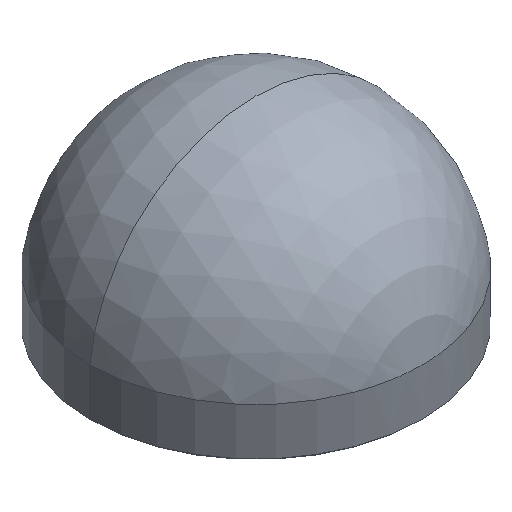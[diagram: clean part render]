
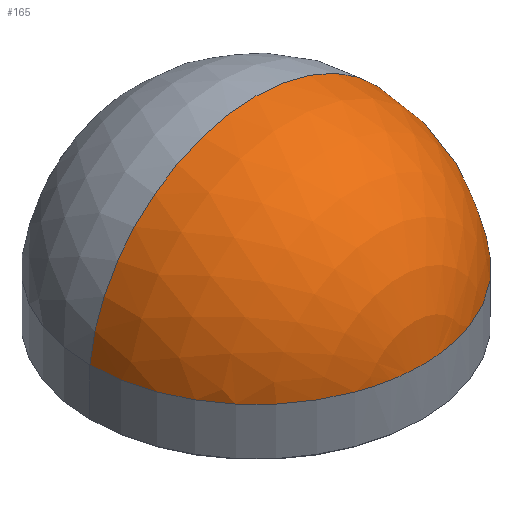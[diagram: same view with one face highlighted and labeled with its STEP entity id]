
A CAD part, isometric view. The second image highlights one B-rep face of the part: STEP entity #165.
In plain terms, the highlighted spherical face has radius 25.133 mm.
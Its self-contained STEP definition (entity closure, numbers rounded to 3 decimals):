
#35 = DIRECTION ( 'NONE',  ( 1., 0., 0. ) ) ;
#36 = CARTESIAN_POINT ( 'NONE',  ( 25., 0., 7.3 ) ) ;
#39 = VERTEX_POINT ( 'NONE', #111 ) ;
#43 = AXIS2_PLACEMENT_3D ( 'NONE', #72, #156, #144 ) ;
#50 = DIRECTION ( 'NONE',  ( -1., 0., 0. ) ) ;
#52 = DIRECTION ( 'NONE',  ( 0., 0., 1. ) ) ;
#72 = CARTESIAN_POINT ( 'NONE',  ( 0., 0., 7.3 ) ) ;
#76 = CIRCLE ( 'NONE', #136, 25.133 ) ;
#79 = CARTESIAN_POINT ( 'NONE',  ( 0., 0., 4.717 ) ) ;
#80 = AXIS2_PLACEMENT_3D ( 'NONE', #79, #152, #35 ) ;
#84 = CARTESIAN_POINT ( 'NONE',  ( 0., 0., 4.717 ) ) ;
#87 = VERTEX_POINT ( 'NONE', #115 ) ;
#98 = CIRCLE ( 'NONE', #80, 25.133 ) ;
#111 = CARTESIAN_POINT ( 'NONE',  ( 0., 0., 29.85 ) ) ;
#115 = CARTESIAN_POINT ( 'NONE',  ( -25., 0., 7.3 ) ) ;
#124 = ORIENTED_EDGE ( 'NONE', *, *, #208, .T. ) ;
#135 = SPHERICAL_SURFACE ( 'NONE', #168, 25.133 ) ;
#136 = AXIS2_PLACEMENT_3D ( 'NONE', #137, #206, #52 ) ;
#137 = CARTESIAN_POINT ( 'NONE',  ( 0., 0., 4.717 ) ) ;
#139 = EDGE_CURVE ( 'NONE', #149, #39, #98, .T. ) ;
#144 = DIRECTION ( 'NONE',  ( 1., 0., 0. ) ) ;
#149 = VERTEX_POINT ( 'NONE', #36 ) ;
#152 = DIRECTION ( 'NONE',  ( 0., -1., 0. ) ) ;
#154 = FACE_OUTER_BOUND ( 'NONE', #211, .T. ) ;
#156 = DIRECTION ( 'NONE',  ( 0., 0., 1. ) ) ;
#158 = ORIENTED_EDGE ( 'NONE', *, *, #202, .F. ) ;
#163 = ORIENTED_EDGE ( 'NONE', *, *, #139, .T. ) ;
#165 = ADVANCED_FACE ( 'NONE', ( #154 ), #135, .T. ) ;
#168 = AXIS2_PLACEMENT_3D ( 'NONE', #84, #203, #50 ) ;
#183 = CIRCLE ( 'NONE', #43, 25. ) ;
#202 = EDGE_CURVE ( 'NONE', #87, #39, #76, .T. ) ;
#203 = DIRECTION ( 'NONE',  ( 0., -1., 0. ) ) ;
#206 = DIRECTION ( 'NONE',  ( 0., 1., 0. ) ) ;
#208 = EDGE_CURVE ( 'NONE', #87, #149, #183, .T. ) ;
#211 = EDGE_LOOP ( 'NONE', ( #124, #163, #158 ) ) ;
